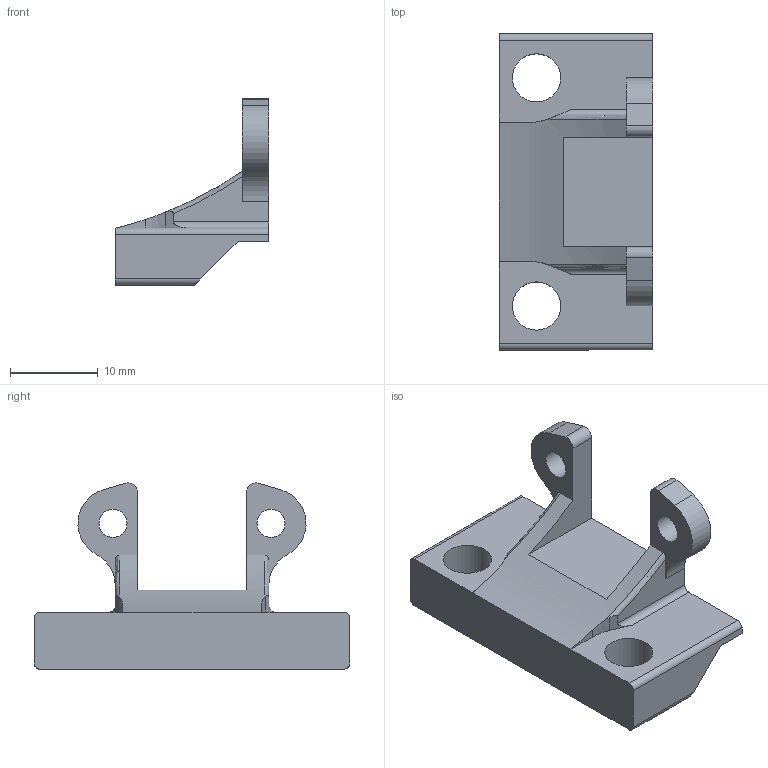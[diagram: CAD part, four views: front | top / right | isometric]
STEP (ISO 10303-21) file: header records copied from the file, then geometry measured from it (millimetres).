
Length unit declared in the file: millimetre
Products named in the file (1): nosacBLt
Bounding box: 17.5 x 36 x 21.23 mm (x, y, z)
Volume: 3653.6 mm3; surface area: 2478.8 mm2
Topology: 1 solids, 1 shells, 45 faces, 129 edges, 86 vertices
Faces by surface type: plane 22, cylinder 19, torus 2, bspline 2
Full cylindrical faces by diameter (mm): 3.2 x2, 5.5 x2
Entity records: 1750 total; most frequent: CARTESIAN_POINT 447, ORIENTED_EDGE 258, DIRECTION 245, EDGE_CURVE 129, VERTEX_POINT 86, AXIS2_PLACEMENT_3D 86, LINE 73, VECTOR 73
